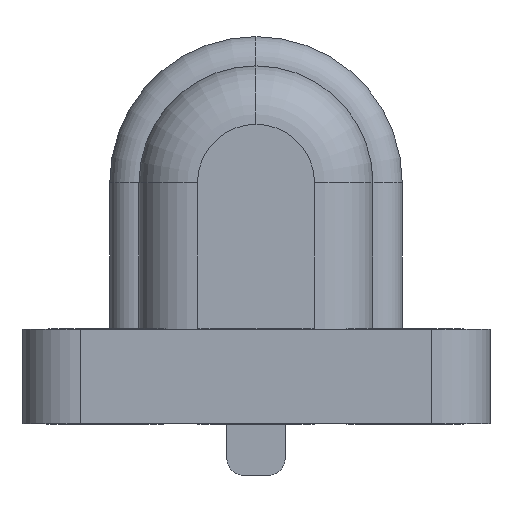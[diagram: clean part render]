
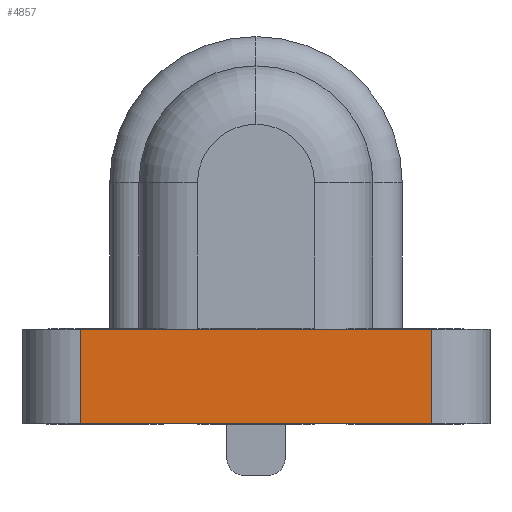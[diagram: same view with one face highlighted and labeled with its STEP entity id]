
A CAD part, left-side view. The second image highlights one B-rep face of the part: STEP entity #4857.
In plain terms, the highlighted planar face has unit normal (-1, 0, 0).
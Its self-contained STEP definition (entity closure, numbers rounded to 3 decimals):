
#1378 = EDGE_CURVE ( 'NONE', #4820, #7143, #5234, .T. ) ;
#1907 = ORIENTED_EDGE ( 'NONE', *, *, #10731, .T. ) ;
#2049 = CARTESIAN_POINT ( 'NONE',  ( 10., 7., -1.619 ) ) ;
#2506 = CARTESIAN_POINT ( 'NONE',  ( 10., 1., -1.619 ) ) ;
#2615 = AXIS2_PLACEMENT_3D ( 'NONE', #8784, #4698, #4773 ) ;
#2920 = LINE ( 'NONE', #5115, #7998 ) ;
#3206 = CARTESIAN_POINT ( 'NONE',  ( 10., 7., 0. ) ) ;
#3421 = VERTEX_POINT ( 'NONE', #2506 ) ;
#3803 = DIRECTION ( 'NONE',  ( 0., -1., 0. ) ) ;
#3887 = EDGE_LOOP ( 'NONE', ( #1907, #8710, #7914, #5049 ) ) ;
#4083 = VECTOR ( 'NONE', #7303, 1000. ) ;
#4698 = DIRECTION ( 'NONE',  ( 1., 0., 0. ) ) ;
#4773 = DIRECTION ( 'NONE',  ( 0., 1., 0. ) ) ;
#4820 = VERTEX_POINT ( 'NONE', #9459 ) ;
#4857 = ADVANCED_FACE ( 'NONE', ( #8394 ), #5472, .F. ) ;
#5049 = ORIENTED_EDGE ( 'NONE', *, *, #1378, .F. ) ;
#5115 = CARTESIAN_POINT ( 'NONE',  ( 10., 1., -1.619 ) ) ;
#5234 = LINE ( 'NONE', #2049, #9051 ) ;
#5472 = PLANE ( 'NONE',  #2615 ) ;
#5629 = CARTESIAN_POINT ( 'NONE',  ( 10., 1., 0. ) ) ;
#6373 = CARTESIAN_POINT ( 'NONE',  ( 10., 7., -1.619 ) ) ;
#6862 = DIRECTION ( 'NONE',  ( 0., 0., 1. ) ) ;
#7018 = EDGE_CURVE ( 'NONE', #3421, #9479, #2920, .T. ) ;
#7143 = VERTEX_POINT ( 'NONE', #10200 ) ;
#7303 = DIRECTION ( 'NONE',  ( 0., -1., 0. ) ) ;
#7792 = EDGE_CURVE ( 'NONE', #7143, #9479, #8524, .T. ) ;
#7914 = ORIENTED_EDGE ( 'NONE', *, *, #7792, .F. ) ;
#7998 = VECTOR ( 'NONE', #10132, 1000. ) ;
#8394 = FACE_OUTER_BOUND ( 'NONE', #3887, .T. ) ;
#8524 = LINE ( 'NONE', #3206, #4083 ) ;
#8710 = ORIENTED_EDGE ( 'NONE', *, *, #7018, .T. ) ;
#8784 = CARTESIAN_POINT ( 'NONE',  ( 10., 7., -1.619 ) ) ;
#9051 = VECTOR ( 'NONE', #6862, 1000. ) ;
#9459 = CARTESIAN_POINT ( 'NONE',  ( 10., 7., -1.619 ) ) ;
#9479 = VERTEX_POINT ( 'NONE', #5629 ) ;
#10056 = LINE ( 'NONE', #6373, #10566 ) ;
#10132 = DIRECTION ( 'NONE',  ( 0., 0., 1. ) ) ;
#10200 = CARTESIAN_POINT ( 'NONE',  ( 10., 7., 0. ) ) ;
#10566 = VECTOR ( 'NONE', #3803, 1000. ) ;
#10731 = EDGE_CURVE ( 'NONE', #4820, #3421, #10056, .T. ) ;
